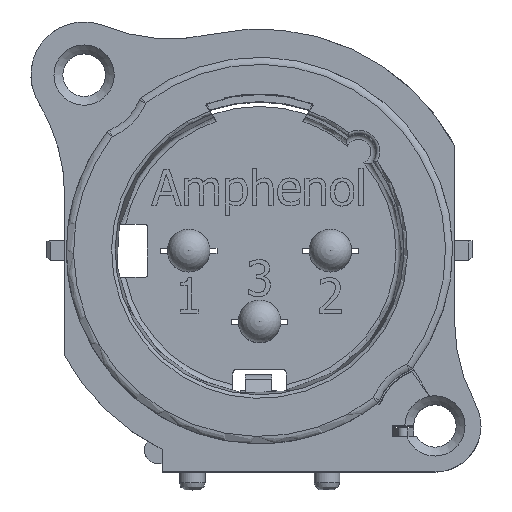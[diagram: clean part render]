
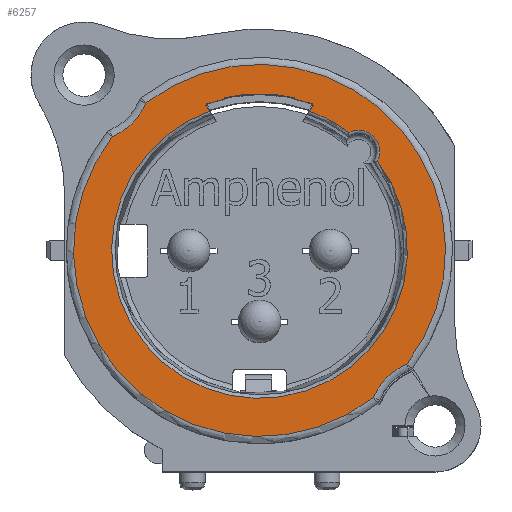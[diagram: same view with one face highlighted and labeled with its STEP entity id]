
A CAD part, top view. The second image highlights one B-rep face of the part: STEP entity #6257.
In plain terms, the highlighted planar face has unit normal (0, 0, 1).
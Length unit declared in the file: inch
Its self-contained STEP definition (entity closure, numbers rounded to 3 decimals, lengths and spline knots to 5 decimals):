
#2901=CARTESIAN_POINT('',(-0.25276,0.32711,0.1063));
#2902=VERTEX_POINT('',#2901);
#2926=CARTESIAN_POINT('',(-0.32711,0.25276,0.1063));
#2927=VERTEX_POINT('',#2926);
#2935=CARTESIAN_POINT('',(-0.38,0.38,0.1063));
#2936=DIRECTION('',(0.0,0.0,1.0));
#2937=DIRECTION('',(0.384,-0.923,0.0));
#2938=AXIS2_PLACEMENT_3D('',#2935,#2936,#2937);
#2939=CIRCLE('',#2938,0.1378);
#2940=EDGE_CURVE('',#2927,#2902,#2939,.T.);
#2970=CARTESIAN_POINT('',(0.25276,-0.32711,0.1063));
#2971=VERTEX_POINT('',#2970);
#2979=CARTESIAN_POINT('',(0.,0.0,0.1063));
#2980=DIRECTION('',(0.0,0.0,-1.0));
#2981=DIRECTION('',(0.611,-0.791,0.0));
#2982=AXIS2_PLACEMENT_3D('',#2979,#2980,#2981);
#2983=CIRCLE('',#2982,0.41339);
#2984=EDGE_CURVE('',#2971,#2927,#2983,.T.);
#6144=CARTESIAN_POINT('',(-0.19,0.19,0.1063));
#6145=DIRECTION('',(0.0,0.0,1.0));
#6146=DIRECTION('',(1.0,0.0,0.0));
#6147=AXIS2_PLACEMENT_3D('',#6144,#6145,#6146);
#6148=PLANE('',#6147);
#6149=CARTESIAN_POINT('',(0.32711,-0.25276,0.1063));
#6150=VERTEX_POINT('',#6149);
#6151=CARTESIAN_POINT('',(0.,0.0,0.1063));
#6152=DIRECTION('',(0.0,0.0,-1.0));
#6153=DIRECTION('',(-0.611,0.791,0.0));
#6154=AXIS2_PLACEMENT_3D('',#6151,#6152,#6153);
#6155=CIRCLE('',#6154,0.41339);
#6156=EDGE_CURVE('',#2902,#6150,#6155,.T.);
#6157=ORIENTED_EDGE('',*,*,#6156,.F.);
#6158=ORIENTED_EDGE('',*,*,#2940,.F.);
#6159=ORIENTED_EDGE('',*,*,#2984,.F.);
#6160=CARTESIAN_POINT('',(0.38,-0.38,0.1063));
#6161=DIRECTION('',(0.0,0.0,1.0));
#6162=DIRECTION('',(-0.384,0.923,0.0));
#6163=AXIS2_PLACEMENT_3D('',#6160,#6161,#6162);
#6164=CIRCLE('',#6163,0.1378);
#6165=EDGE_CURVE('',#6150,#2971,#6164,.T.);
#6166=ORIENTED_EDGE('',*,*,#6165,.F.);
#6167=EDGE_LOOP('',(#6157,#6158,#6159,#6166));
#6168=FACE_OUTER_BOUND('',#6167,.T.);
#6169=CARTESIAN_POINT('',(0.19842,0.26199,0.1063));
#6170=VERTEX_POINT('',#6169);
#6171=CARTESIAN_POINT('',(0.11051,0.30951,0.1063));
#6172=VERTEX_POINT('',#6171);
#6173=CARTESIAN_POINT('',(0.,0.0,0.1063));
#6174=DIRECTION('',(0.0,0.0,1.0));
#6175=DIRECTION('',(0.604,0.797,0.0));
#6176=AXIS2_PLACEMENT_3D('',#6173,#6174,#6175);
#6177=CIRCLE('',#6176,0.32865);
#6178=EDGE_CURVE('',#6170,#6172,#6177,.T.);
#6179=ORIENTED_EDGE('',*,*,#6178,.F.);
#6180=CARTESIAN_POINT('',(0.26199,0.19842,0.1063));
#6181=VERTEX_POINT('',#6180);
#6182=CARTESIAN_POINT('',(0.21993,0.21993,0.1063));
#6183=DIRECTION('',(0.0,0.0,1.0));
#6184=DIRECTION('',(0.89,-0.455,0.0));
#6185=AXIS2_PLACEMENT_3D('',#6182,#6183,#6184);
#6186=CIRCLE('',#6185,0.04724);
#6187=EDGE_CURVE('',#6181,#6170,#6186,.T.);
#6188=ORIENTED_EDGE('',*,*,#6187,.F.);
#6189=CARTESIAN_POINT('',(-0.11051,0.30951,0.1063));
#6190=VERTEX_POINT('',#6189);
#6191=CARTESIAN_POINT('',(0.,0.0,0.1063));
#6192=DIRECTION('',(0.0,0.0,1.0));
#6193=DIRECTION('',(-0.336,0.942,0.0));
#6194=AXIS2_PLACEMENT_3D('',#6191,#6192,#6193);
#6195=CIRCLE('',#6194,0.32865);
#6196=EDGE_CURVE('',#6190,#6181,#6195,.T.);
#6197=ORIENTED_EDGE('',*,*,#6196,.F.);
#6198=CARTESIAN_POINT('',(-0.11948,0.32311,0.1063));
#6199=VERTEX_POINT('',#6198);
#6200=CARTESIAN_POINT('',(-0.11948,0.32311,0.1063));
#6201=DIRECTION('',(0.55,-0.835,0.0));
#6202=VECTOR('',#6201,0.01628);
#6203=LINE('',#6200,#6202);
#6204=EDGE_CURVE('',#6199,#6190,#6203,.T.);
#6205=ORIENTED_EDGE('',*,*,#6204,.F.);
#6206=CARTESIAN_POINT('',(-0.07874,0.33537,0.1063));
#6207=VERTEX_POINT('',#6206);
#6208=CARTESIAN_POINT('',(0.,0.0,0.1063));
#6209=DIRECTION('',(0.0,0.0,1.0));
#6210=DIRECTION('',(-0.229,0.974,0.0));
#6211=AXIS2_PLACEMENT_3D('',#6208,#6209,#6210);
#6212=CIRCLE('',#6211,0.34449);
#6213=EDGE_CURVE('',#6207,#6199,#6212,.T.);
#6214=ORIENTED_EDGE('',*,*,#6213,.F.);
#6215=CARTESIAN_POINT('',(-0.07874,0.33941,0.1063));
#6216=VERTEX_POINT('',#6215);
#6217=CARTESIAN_POINT('',(-0.07874,0.33941,0.1063));
#6218=DIRECTION('',(0.,-1.0,0.0));
#6219=VECTOR('',#6218,0.00404);
#6220=LINE('',#6217,#6219);
#6221=EDGE_CURVE('',#6216,#6207,#6220,.T.);
#6222=ORIENTED_EDGE('',*,*,#6221,.F.);
#6223=CARTESIAN_POINT('',(0.07874,0.33941,0.1063));
#6224=VERTEX_POINT('',#6223);
#6225=CARTESIAN_POINT('',(0.,0.0,0.1063));
#6226=DIRECTION('',(0.0,0.0,1.0));
#6227=DIRECTION('',(0.226,0.974,0.0));
#6228=AXIS2_PLACEMENT_3D('',#6225,#6226,#6227);
#6229=CIRCLE('',#6228,0.34843);
#6230=EDGE_CURVE('',#6224,#6216,#6229,.T.);
#6231=ORIENTED_EDGE('',*,*,#6230,.F.);
#6232=CARTESIAN_POINT('',(0.07874,0.33537,0.1063));
#6233=VERTEX_POINT('',#6232);
#6234=CARTESIAN_POINT('',(0.07874,0.33537,0.1063));
#6235=DIRECTION('',(0.,1.0,0.0));
#6236=VECTOR('',#6235,0.00404);
#6237=LINE('',#6234,#6236);
#6238=EDGE_CURVE('',#6233,#6224,#6237,.T.);
#6239=ORIENTED_EDGE('',*,*,#6238,.F.);
#6240=CARTESIAN_POINT('',(0.11948,0.32311,0.1063));
#6241=VERTEX_POINT('',#6240);
#6242=CARTESIAN_POINT('',(0.,0.0,0.1063));
#6243=DIRECTION('',(0.0,0.0,1.0));
#6244=DIRECTION('',(0.347,0.938,0.0));
#6245=AXIS2_PLACEMENT_3D('',#6242,#6243,#6244);
#6246=CIRCLE('',#6245,0.34449);
#6247=EDGE_CURVE('',#6241,#6233,#6246,.T.);
#6248=ORIENTED_EDGE('',*,*,#6247,.F.);
#6249=CARTESIAN_POINT('',(0.11051,0.30951,0.1063));
#6250=DIRECTION('',(0.55,0.835,0.0));
#6251=VECTOR('',#6250,0.01628);
#6252=LINE('',#6249,#6251);
#6253=EDGE_CURVE('',#6172,#6241,#6252,.T.);
#6254=ORIENTED_EDGE('',*,*,#6253,.F.);
#6255=EDGE_LOOP('',(#6179,#6188,#6197,#6205,#6214,#6222,#6231,#6239,#6248,#6254));
#6256=FACE_BOUND('',#6255,.T.);
#6257=ADVANCED_FACE('',(#6168,#6256),#6148,.T.);
